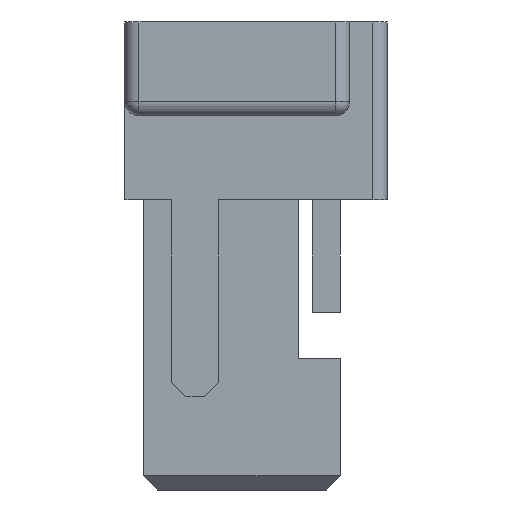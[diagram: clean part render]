
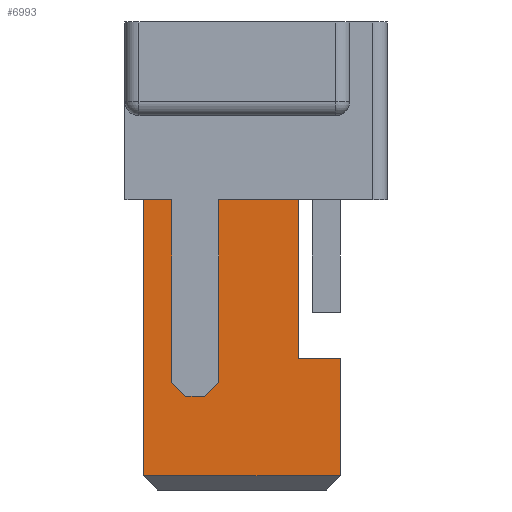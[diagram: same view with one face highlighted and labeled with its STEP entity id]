
A CAD part, left-side view. The second image highlights one B-rep face of the part: STEP entity #6993.
In plain terms, the highlighted planar face has unit normal (-1, 0, 0).
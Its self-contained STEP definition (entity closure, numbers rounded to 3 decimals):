
#233=ORIENTED_EDGE('',*,*,#2150,.F.);
#234=ORIENTED_EDGE('',*,*,#2317,.F.);
#235=ORIENTED_EDGE('',*,*,#2318,.T.);
#236=ORIENTED_EDGE('',*,*,#2319,.F.);
#237=ORIENTED_EDGE('',*,*,#2320,.F.);
#238=ORIENTED_EDGE('',*,*,#2321,.T.);
#239=ORIENTED_EDGE('',*,*,#2322,.F.);
#240=ORIENTED_EDGE('',*,*,#2323,.T.);
#241=ORIENTED_EDGE('',*,*,#2324,.F.);
#242=ORIENTED_EDGE('',*,*,#2325,.F.);
#243=ORIENTED_EDGE('',*,*,#2326,.T.);
#244=ORIENTED_EDGE('',*,*,#2327,.T.);
#2150=EDGE_CURVE('',#3193,#3194,#3865,.T.);
#2317=EDGE_CURVE('',#3358,#3193,#4026,.T.);
#2318=EDGE_CURVE('',#3358,#3359,#4027,.T.);
#2319=EDGE_CURVE('',#3360,#3359,#4028,.T.);
#2320=EDGE_CURVE('',#3361,#3360,#4029,.T.);
#2321=EDGE_CURVE('',#3361,#3362,#4030,.F.);
#2322=EDGE_CURVE('',#3363,#3362,#4031,.T.);
#2323=EDGE_CURVE('',#3363,#3364,#4032,.F.);
#2324=EDGE_CURVE('',#3365,#3364,#4033,.T.);
#2325=EDGE_CURVE('',#3366,#3365,#4034,.T.);
#2326=EDGE_CURVE('',#3366,#3367,#4035,.T.);
#2327=EDGE_CURVE('',#3367,#3194,#4036,.T.);
#3193=VERTEX_POINT('',#9532);
#3194=VERTEX_POINT('',#9533);
#3358=VERTEX_POINT('',#9867);
#3359=VERTEX_POINT('',#9869);
#3360=VERTEX_POINT('',#9871);
#3361=VERTEX_POINT('',#9873);
#3362=VERTEX_POINT('',#9875);
#3363=VERTEX_POINT('',#9877);
#3364=VERTEX_POINT('',#9879);
#3365=VERTEX_POINT('',#9881);
#3366=VERTEX_POINT('',#9883);
#3367=VERTEX_POINT('',#9885);
#3865=LINE('',#9531,#4884);
#4026=LINE('',#9866,#5045);
#4027=LINE('',#9868,#5046);
#4028=LINE('',#9870,#5047);
#4029=LINE('',#9872,#5048);
#4030=LINE('',#9874,#5049);
#4031=LINE('',#9876,#5050);
#4032=LINE('',#9878,#5051);
#4033=LINE('',#9880,#5052);
#4034=LINE('',#9882,#5053);
#4035=LINE('',#9884,#5054);
#4036=LINE('',#9886,#5055);
#4884=VECTOR('',#7748,1000.);
#5045=VECTOR('',#7927,1000.);
#5046=VECTOR('',#7928,1000.);
#5047=VECTOR('',#7929,1000.);
#5048=VECTOR('',#7930,1000.);
#5049=VECTOR('',#7931,1000.);
#5050=VECTOR('',#7932,1000.);
#5051=VECTOR('',#7933,1000.);
#5052=VECTOR('',#7934,1000.);
#5053=VECTOR('',#7935,1000.);
#5054=VECTOR('',#7936,1000.);
#5055=VECTOR('',#7937,1000.);
#5914=EDGE_LOOP('',(#233,#234,#235,#236,#237,#238,#239,#240,#241,#242,#243,
#244));
#6287=FACE_BOUND('',#5914,.T.);
#6652=PLANE('',#7371);
#6993=ADVANCED_FACE('',(#6287),#6652,.T.);
#7371=AXIS2_PLACEMENT_3D('',#9865,#7925,#7926);
#7748=DIRECTION('',(0.,0.,-1.));
#7925=DIRECTION('',(-1.,0.,0.));
#7926=DIRECTION('',(0.,0.,1.));
#7927=DIRECTION('',(0.,-1.,0.));
#7928=DIRECTION('',(0.,0.,1.));
#7929=DIRECTION('',(0.,-1.,0.));
#7930=DIRECTION('',(0.,0.,1.));
#7931=DIRECTION('',(0.,-0.707,0.707));
#7932=DIRECTION('',(0.,-1.,0.));
#7933=DIRECTION('',(0.,-0.707,-0.707));
#7934=DIRECTION('',(0.,0.,-1.));
#7935=DIRECTION('',(0.,-1.,0.));
#7936=DIRECTION('',(0.,0.,-1.));
#7937=DIRECTION('',(0.,-1.,0.));
#9531=CARTESIAN_POINT('',(-4.2,-0.9,0.6));
#9532=CARTESIAN_POINT('',(-4.2,-0.9,-1.1));
#9533=CARTESIAN_POINT('',(-4.2,-0.9,-2.35));
#9865=CARTESIAN_POINT('',(-4.2,0.,0.));
#9866=CARTESIAN_POINT('',(-4.2,-0.45,-1.1));
#9867=CARTESIAN_POINT('',(-4.2,-0.45,-1.1));
#9868=CARTESIAN_POINT('',(-4.2,-0.45,-1.1));
#9869=CARTESIAN_POINT('',(-4.2,-0.45,0.6));
#9870=CARTESIAN_POINT('',(-4.2,0.4,0.6));
#9871=CARTESIAN_POINT('',(-4.2,0.4,0.6));
#9872=CARTESIAN_POINT('',(-4.2,0.4,-1.5));
#9873=CARTESIAN_POINT('',(-4.2,0.4,-1.35));
#9874=CARTESIAN_POINT('',(-4.2,0.4,-1.35));
#9875=CARTESIAN_POINT('',(-4.2,0.55,-1.5));
#9876=CARTESIAN_POINT('',(-4.2,0.9,-1.5));
#9877=CARTESIAN_POINT('',(-4.2,0.75,-1.5));
#9878=CARTESIAN_POINT('',(-4.2,0.75,-1.5));
#9879=CARTESIAN_POINT('',(-4.2,0.9,-1.35));
#9880=CARTESIAN_POINT('',(-4.2,0.9,0.6));
#9881=CARTESIAN_POINT('',(-4.2,0.9,0.6));
#9882=CARTESIAN_POINT('',(-4.2,1.4,0.6));
#9883=CARTESIAN_POINT('',(-4.2,1.2,0.6));
#9884=CARTESIAN_POINT('',(-4.2,1.2,0.6));
#9885=CARTESIAN_POINT('',(-4.2,1.2,-2.35));
#9886=CARTESIAN_POINT('',(-4.2,0.,-2.35));
